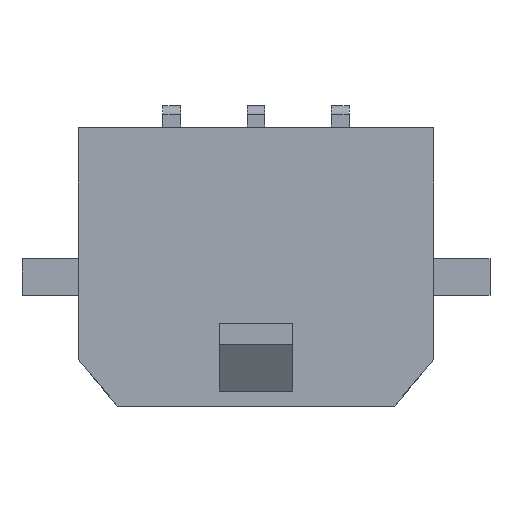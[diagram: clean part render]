
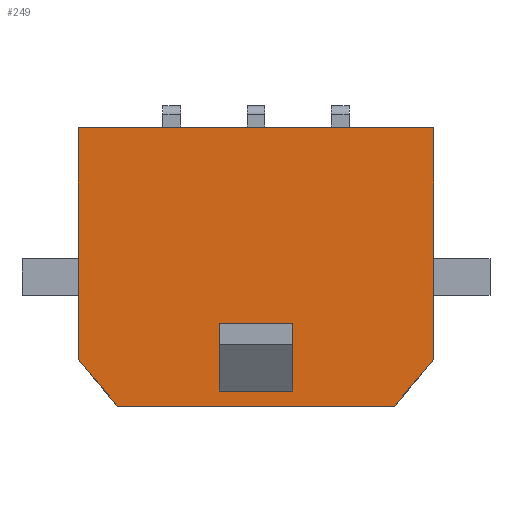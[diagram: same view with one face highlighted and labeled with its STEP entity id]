
A CAD part, top view. The second image highlights one B-rep face of the part: STEP entity #249.
In plain terms, the highlighted planar face has unit normal (0, 0, 1).
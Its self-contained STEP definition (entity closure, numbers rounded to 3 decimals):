
#249=ADVANCED_FACE('',(#522,#523),#398,.T.);
#398=PLANE('',#2847);
#522=FACE_BOUND('',#547,.T.);
#523=FACE_BOUND('',#548,.T.);
#547=EDGE_LOOP('',(#822,#823,#824,#825,#826,#827));
#548=EDGE_LOOP('',(#828,#829,#830,#831));
#822=ORIENTED_EDGE('',*,*,#1833,.F.);
#823=ORIENTED_EDGE('',*,*,#1816,.F.);
#824=ORIENTED_EDGE('',*,*,#1853,.T.);
#825=ORIENTED_EDGE('',*,*,#1825,.T.);
#826=ORIENTED_EDGE('',*,*,#1830,.F.);
#827=ORIENTED_EDGE('',*,*,#1848,.F.);
#828=ORIENTED_EDGE('',*,*,#1854,.T.);
#829=ORIENTED_EDGE('',*,*,#1855,.T.);
#830=ORIENTED_EDGE('',*,*,#1856,.F.);
#831=ORIENTED_EDGE('',*,*,#1857,.F.);
#1552=VERTEX_POINT('',#3926);
#1553=VERTEX_POINT('',#3928);
#1561=VERTEX_POINT('',#3945);
#1562=VERTEX_POINT('',#3947);
#1565=VERTEX_POINT('',#3955);
#1566=VERTEX_POINT('',#3959);
#1584=VERTEX_POINT('',#4002);
#1585=VERTEX_POINT('',#4003);
#1586=VERTEX_POINT('',#4005);
#1587=VERTEX_POINT('',#4007);
#1816=EDGE_CURVE('',#1552,#1553,#2210,.T.);
#1825=EDGE_CURVE('',#1562,#1561,#2219,.T.);
#1830=EDGE_CURVE('',#1565,#1561,#2224,.T.);
#1833=EDGE_CURVE('',#1553,#1566,#2227,.T.);
#1848=EDGE_CURVE('',#1566,#1565,#2242,.T.);
#1853=EDGE_CURVE('',#1552,#1562,#2247,.T.);
#1854=EDGE_CURVE('',#1584,#1585,#2248,.T.);
#1855=EDGE_CURVE('',#1585,#1586,#2249,.T.);
#1856=EDGE_CURVE('',#1587,#1586,#2250,.T.);
#1857=EDGE_CURVE('',#1584,#1587,#2251,.T.);
#2210=LINE('',#3927,#2564);
#2219=LINE('',#3946,#2573);
#2224=LINE('',#3956,#2578);
#2227=LINE('',#3962,#2581);
#2242=LINE('',#3992,#2596);
#2247=LINE('',#4000,#2601);
#2248=LINE('',#4001,#2602);
#2249=LINE('',#4004,#2603);
#2250=LINE('',#4006,#2604);
#2251=LINE('',#4008,#2605);
#2564=VECTOR('',#3124,1.);
#2573=VECTOR('',#3135,1.);
#2578=VECTOR('',#3142,1.);
#2581=VECTOR('',#3147,1.);
#2596=VECTOR('',#3164,1.);
#2601=VECTOR('',#3171,1.);
#2602=VECTOR('',#3172,1.);
#2603=VECTOR('',#3173,1.);
#2604=VECTOR('',#3174,1.);
#2605=VECTOR('',#3175,1.);
#2847=AXIS2_PLACEMENT_3D('',#4009,#3176,#3177);
#3124=DIRECTION('',(0.,-1.,0.));
#3135=DIRECTION('',(0.,-1.,0.));
#3142=DIRECTION('',(-0.643,0.766,0.));
#3147=DIRECTION('',(-0.643,-0.766,0.));
#3164=DIRECTION('',(-1.,0.,0.));
#3171=DIRECTION('',(-1.,0.,0.));
#3172=DIRECTION('',(-1.,0.,0.));
#3173=DIRECTION('',(0.,1.,0.));
#3174=DIRECTION('',(-1.,0.,0.));
#3175=DIRECTION('',(0.,1.,0.));
#3176=DIRECTION('',(0.,0.,1.));
#3177=DIRECTION('',(1.,0.,0.));
#3926=CARTESIAN_POINT('',(6.325,9.9,3.86));
#3927=CARTESIAN_POINT('',(6.325,9.9,3.86));
#3928=CARTESIAN_POINT('',(6.325,1.668,3.86));
#3945=CARTESIAN_POINT('',(-6.325,1.668,3.86));
#3946=CARTESIAN_POINT('',(-6.325,9.9,3.86));
#3947=CARTESIAN_POINT('',(-6.325,9.9,3.86));
#3955=CARTESIAN_POINT('',(-4.925,0.,3.86));
#3956=CARTESIAN_POINT('',(-4.925,0.,3.86));
#3959=CARTESIAN_POINT('',(4.925,0.,3.86));
#3962=CARTESIAN_POINT('',(6.325,1.668,3.86));
#3992=CARTESIAN_POINT('',(6.325,0.,3.86));
#4000=CARTESIAN_POINT('',(6.325,9.9,3.86));
#4001=CARTESIAN_POINT('',(1.3,0.54,3.86));
#4002=CARTESIAN_POINT('',(1.3,0.54,3.86));
#4003=CARTESIAN_POINT('',(-1.3,0.54,3.86));
#4004=CARTESIAN_POINT('',(-1.3,0.54,3.86));
#4005=CARTESIAN_POINT('',(-1.3,2.95,3.86));
#4006=CARTESIAN_POINT('',(1.3,2.95,3.86));
#4007=CARTESIAN_POINT('',(1.3,2.95,3.86));
#4008=CARTESIAN_POINT('',(1.3,0.54,3.86));
#4009=CARTESIAN_POINT('',(6.325,9.9,3.86));
